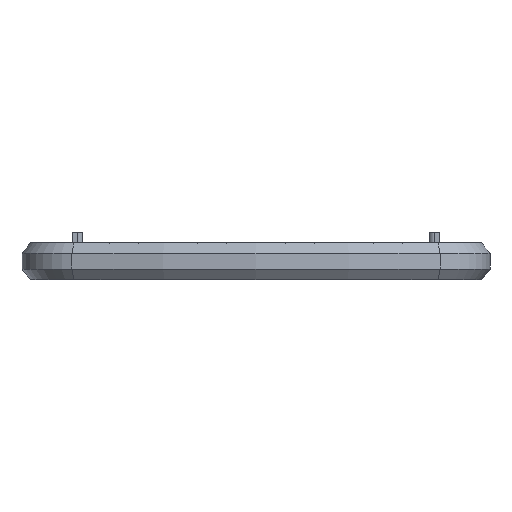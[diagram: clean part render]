
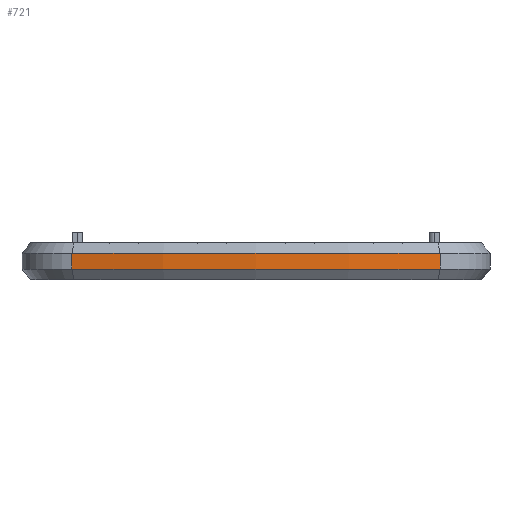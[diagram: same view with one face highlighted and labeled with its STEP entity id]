
A CAD part, left-side view. The second image highlights one B-rep face of the part: STEP entity #721.
In plain terms, the highlighted cylindrical face has radius 71.3 mm (diameter 142.6 mm), a partial arc.
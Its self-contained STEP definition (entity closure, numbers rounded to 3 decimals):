
#479=CARTESIAN_POINT('',(-1.845,98.549,-2.5));
#480=VERTEX_POINT('',#479);
#503=CARTESIAN_POINT('',(-1.845,98.549,-1.0));
#504=VERTEX_POINT('',#503);
#545=CARTESIAN_POINT('',(-1.845,63.448,-2.5));
#546=VERTEX_POINT('',#545);
#553=CARTESIAN_POINT('',(67.261,80.998,-2.5));
#554=DIRECTION('',(0.0,0.0,1.0));
#555=DIRECTION('',(1.0,0.0,0.0));
#556=AXIS2_PLACEMENT_3D('',#553,#554,#555);
#557=CIRCLE('',#556,71.3);
#558=EDGE_CURVE('',#480,#546,#557,.T.);
#569=CARTESIAN_POINT('',(-1.845,63.448,-1.0));
#570=VERTEX_POINT('',#569);
#571=CARTESIAN_POINT('',(67.261,80.998,-1.));
#572=DIRECTION('',(0.0,0.0,-1.0));
#573=DIRECTION('',(1.0,0.0,0.0));
#574=AXIS2_PLACEMENT_3D('',#571,#572,#573);
#575=CIRCLE('',#574,71.3);
#576=EDGE_CURVE('',#570,#504,#575,.T.);
#672=CARTESIAN_POINT('',(-1.845,63.448,-1.0));
#673=DIRECTION('',(0.0,0.0,-1.0));
#674=VECTOR('',#673,1.5);
#675=LINE('',#672,#674);
#676=EDGE_CURVE('',#570,#546,#675,.T.);
#705=CARTESIAN_POINT('',(67.261,80.998,0.0));
#706=DIRECTION('',(0.0,0.0,-1.0));
#707=DIRECTION('',(1.0,0.0,0.0));
#708=AXIS2_PLACEMENT_3D('',#705,#706,#707);
#709=CYLINDRICAL_SURFACE('',#708,71.3);
#710=ORIENTED_EDGE('',*,*,#576,.T.);
#711=CARTESIAN_POINT('',(-1.845,98.549,-1.0));
#712=DIRECTION('',(0.0,0.0,-1.0));
#713=VECTOR('',#712,1.5);
#714=LINE('',#711,#713);
#715=EDGE_CURVE('',#504,#480,#714,.T.);
#716=ORIENTED_EDGE('',*,*,#715,.T.);
#717=ORIENTED_EDGE('',*,*,#558,.T.);
#718=ORIENTED_EDGE('',*,*,#676,.F.);
#719=EDGE_LOOP('',(#710,#716,#717,#718));
#720=FACE_OUTER_BOUND('',#719,.T.);
#721=ADVANCED_FACE('',(#720),#709,.T.);
